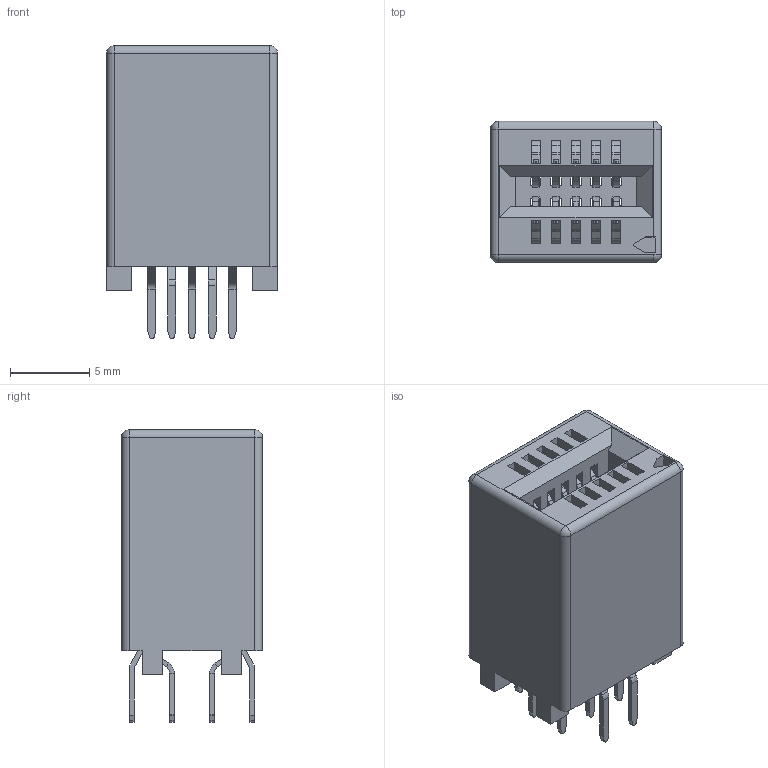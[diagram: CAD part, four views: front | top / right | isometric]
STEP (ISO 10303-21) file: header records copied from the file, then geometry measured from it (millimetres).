
FILE_DESCRIPTION(/* description */ (''),/* implementation_level */ '2;1');
FILE_NAME(/* name */ '121-010-10-xx.stp',/* time_stamp */ '2025-10-09T08:45:58+02:00',/* author */ ('andreas.larin'),/* organization */ (''),/* preprocessor_version */ 'ST-DEVELOPER v20',/* originating_system */ 'Autodesk Inventor 2025',/* authorisation */ '');
FILE_SCHEMA (('AUTOMOTIVE_DESIGN { 1 0 10303 214 3 1 1 }'));
Length unit declared in the file: millimetre
Products named in the file (1): 121-010-10-xx
Bounding box: 10.8 x 8.9 x 18.49 mm (x, y, z)
Volume: 1024.7 mm3; surface area: 1983.1 mm2
Topology: 1 solids, 1 shells, 1661 faces, 4385 edges, 2604 vertices
Faces by surface type: plane 1297, cylinder 300, bspline 60, sphere 4
Entity records: 52089 total; most frequent: CARTESIAN_POINT 11307, ORIENTED_EDGE 8762, DIRECTION 8027, EDGE_CURVE 4381, LINE 3779, VECTOR 3779, VERTEX_POINT 2604, AXIS2_PLACEMENT_3D 2124
